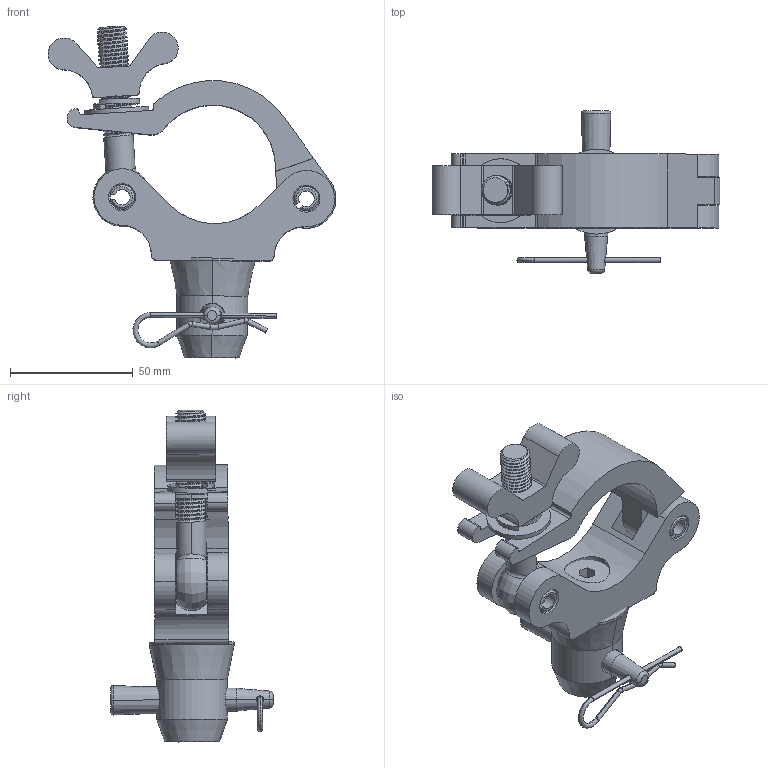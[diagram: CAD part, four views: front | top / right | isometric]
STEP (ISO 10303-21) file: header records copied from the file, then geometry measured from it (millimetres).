
FILE_DESCRIPTION(/* description */ ('50mm Medium Duty Clamp for Truss or Tubing'),/* implementation_level */ '2;1');
FILE_NAME(/* name */ 'EVT50C-CCN.step',/* time_stamp */ '2024-01-24T15:07:13-08:00',/* author */ (''),/* organization */ (''),/* preprocessor_version */ 'ST-DEVELOPER v20',/* originating_system */ 'Autodesk Translation Framework v12.14.0.127',/* authorisation */ '');
FILE_SCHEMA (('AUTOMOTIVE_DESIGN { 1 0 10303 214 3 1 1 }'));
Length unit declared in the file: millimetre
Products named in the file (14): EVT50C-CCN; EVT50C-CCN_1; ST5008-2; ST5008-1; ST822-05; ST822-06; ST822-07; 69-049-030; ST5008-3; block1; ST4137-2; DMS-01-4; DMS-01-1; EVT50C-CCN (1)
Assembly tree (14 placements, depth 4):
  EVT50C-CCN
    EVT50C-CCN_1
      ST5008-2
      ST5008-1
      ST822-05
      ST822-06
      ST822-07
      69-049-030
      ST5008-3  x2
      block1
        ST4137-2
        DMS-01-4
        DMS-01-1
    EVT50C-CCN (1)
Bounding box: 117.11 x 66.03 x 135.1 mm (x, y, z)
Volume: 133074.7 mm3; surface area: 50331.7 mm2
Topology: 12 solids, 12 shells, 390 faces, 953 edges, 581 vertices
Faces by surface type: cylinder 154, cone 135, plane 73, bspline 16, torus 12
Entity records: 16433 total; most frequent: CARTESIAN_POINT 7462, ORIENTED_EDGE 1852, DIRECTION 1830, EDGE_CURVE 926, AXIS2_PLACEMENT_3D 712, VERTEX_POINT 567, LINE 406, VECTOR 406
